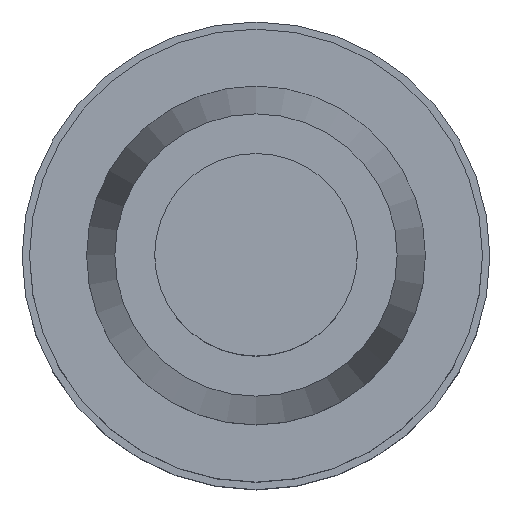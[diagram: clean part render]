
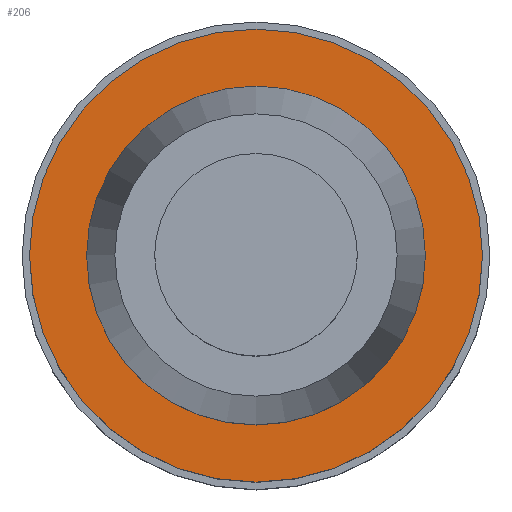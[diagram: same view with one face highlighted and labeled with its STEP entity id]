
A CAD part, top view. The second image highlights one B-rep face of the part: STEP entity #206.
In plain terms, the highlighted free-form (B-spline) face has degree [1, 1] with [2, 2] control points.
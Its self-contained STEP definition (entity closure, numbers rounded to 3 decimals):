
#162 = VERTEX_POINT('', #163);
#163 = CARTESIAN_POINT('', (4.6, 0., 0.));
#172 = EDGE_CURVE('', #173, #162, #175, .T.);
#173 = VERTEX_POINT('', #174);
#174 = CARTESIAN_POINT('', (-4.6, 0., 0.));
#175 = CIRCLE('', #176, 4.6);
#176 = AXIS2_PLACEMENT_3D('', #177, #178, #179);
#177 = CARTESIAN_POINT('', (0., 0., 0.));
#178 = DIRECTION('', (0., 0., -1.));
#179 = DIRECTION('', (-1., 0., 0.));
#181 = EDGE_CURVE('', #162, #173, #182, .T.);
#182 = CIRCLE('', #183, 4.6);
#183 = AXIS2_PLACEMENT_3D('', #184, #185, #186);
#184 = CARTESIAN_POINT('', (0., 0., 0.));
#185 = DIRECTION('', (0., 0., -1.));
#186 = DIRECTION('', (-1., 0., 0.));
#206 = ADVANCED_FACE('', (#207, #227), #231, .T.);
#207 = FACE_OUTER_BOUND('', #208, .T.);
#208 = EDGE_LOOP('', (#209, #220));
#209 = ORIENTED_EDGE('', *, *, #210, .F.);
#210 = EDGE_CURVE('', #211, #213, #215, .T.);
#211 = VERTEX_POINT('', #212);
#212 = CARTESIAN_POINT('', (6.15, 0., 0.));
#213 = VERTEX_POINT('', #214);
#214 = CARTESIAN_POINT('', (-6.15, 0., 0.));
#215 = CIRCLE('', #216, 6.15);
#216 = AXIS2_PLACEMENT_3D('', #217, #218, #219);
#217 = CARTESIAN_POINT('', (0., 0., 0.));
#218 = DIRECTION('', (0., 0., -1.));
#219 = DIRECTION('', (-1., 0., 0.));
#220 = ORIENTED_EDGE('', *, *, #221, .F.);
#221 = EDGE_CURVE('', #213, #211, #222, .T.);
#222 = CIRCLE('', #223, 6.15);
#223 = AXIS2_PLACEMENT_3D('', #224, #225, #226);
#224 = CARTESIAN_POINT('', (0., 0., 0.));
#225 = DIRECTION('', (0., 0., -1.));
#226 = DIRECTION('', (-1., 0., 0.));
#227 = FACE_BOUND('', #228, .T.);
#228 = EDGE_LOOP('', (#229, #230));
#229 = ORIENTED_EDGE('', *, *, #181, .T.);
#230 = ORIENTED_EDGE('', *, *, #172, .T.);
#231 = B_SPLINE_SURFACE_WITH_KNOTS('', 1, 1, ((#232, #233), (#234, #235)), .UNSPECIFIED., .F., .F., .U., (2, 2), (2, 2), (-6.151, 6.151), (-12.301, 0.001), .UNSPECIFIED.);
#232 = CARTESIAN_POINT('', (6.151, 6.151, 0.));
#233 = CARTESIAN_POINT('', (6.151, -6.151, 0.));
#234 = CARTESIAN_POINT('', (-6.151, 6.151, 0.));
#235 = CARTESIAN_POINT('', (-6.151, -6.151, 0.));
